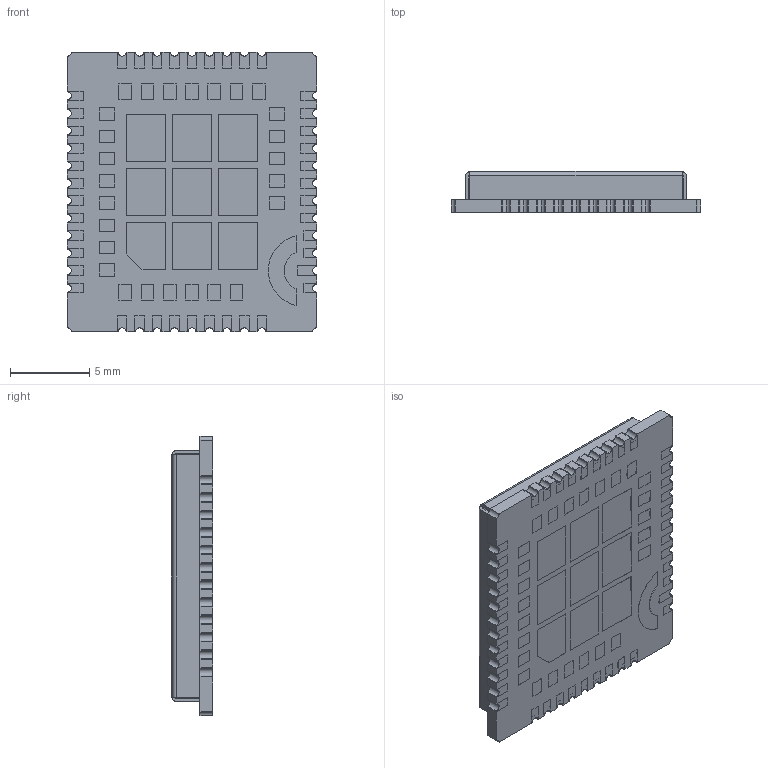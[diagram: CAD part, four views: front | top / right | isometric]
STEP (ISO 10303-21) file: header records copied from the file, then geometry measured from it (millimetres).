
FILE_DESCRIPTION (( 'STEP AP214' ), '1' );
FILE_NAME ('SIM868.STEP', '2020-04-16T04:16:14', ( '' ), ( '' ), 'SwSTEP 2.0', 'SolidWorks 2017', '' );
FILE_SCHEMA (( 'AUTOMOTIVE_DESIGN' ));
Length unit declared in the file: millimetre
Products named in the file (1): SIM868
Bounding box: 15.7 x 2.6 x 17.6 mm (x, y, z)
Volume: 288.5 mm3; surface area: 2002.8 mm2
Topology: 85 solids, 85 shells, 1169 faces, 2861 edges, 1902 vertices
Faces by surface type: plane 1100, cylinder 69
Entity records: 34539 total; most frequent: CARTESIAN_POINT 5933, ORIENTED_EDGE 5722, DIRECTION 5339, EDGE_CURVE 2861, LINE 2723, VECTOR 2723, VERTEX_POINT 1902, AXIS2_PLACEMENT_3D 1308
